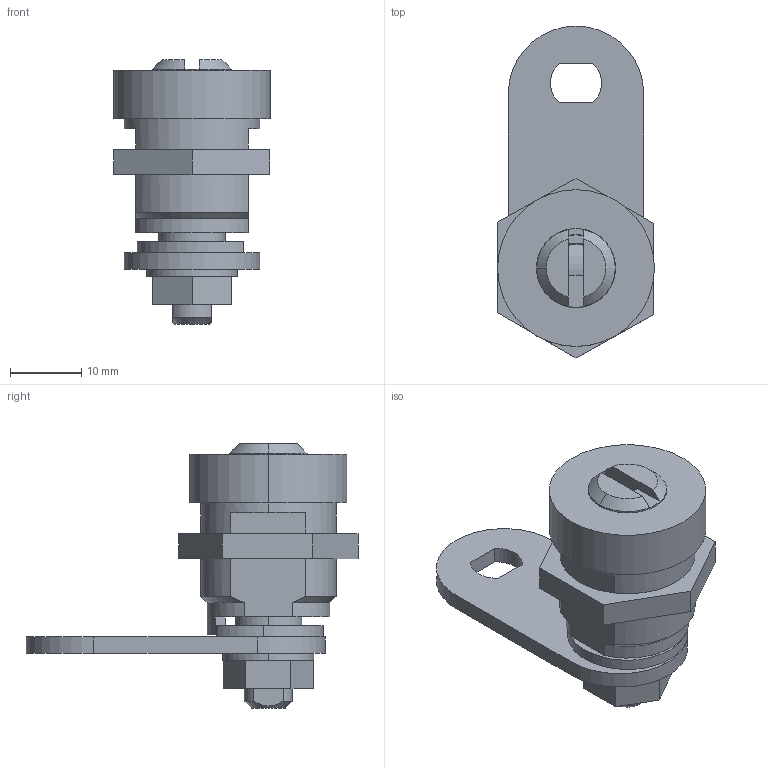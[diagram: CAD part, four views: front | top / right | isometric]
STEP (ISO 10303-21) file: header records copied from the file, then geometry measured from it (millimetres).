
FILE_DESCRIPTION (( 'STEP AP203' ), '1' );
FILE_NAME ('C-288-P.STEP', '2009-10-30T07:04:54', ( ' ' ), ( ' ' ), 'SwSTEP 2.0', 'SolidWorks 2007', '' );
FILE_SCHEMA (( 'CONFIG_CONTROL_DESIGN' ));
Length unit declared in the file: millimetre
Products named in the file (8): C-288-P僗僩僢僾僇儉__棉太倌; C-288-P; C-288-P僴僂僕儞僌__棉太倌; C-288-P儘乕僞乕__棉太倌; C-288-P取付ナット__ﾃﾞﾌｫﾙﾄ; C-288-P巭傔嬥__棉太倌; C-288-PM7僫僢僩__棉太倌; C-288-P帟晅嵗嬥__棉太倌
Assembly tree (7 placements, depth 2):
  C-288-P
    C-288-PM7僫僢僩__棉太倌
    C-288-P儘乕僞乕__棉太倌
    C-288-P僗僩僢僾僇儉__棉太倌
    C-288-P巭傔嬥__棉太倌
    C-288-P僴僂僕儞僌__棉太倌
    C-288-P取付ナット__ﾃﾞﾌｫﾙﾄ
    C-288-P帟晅嵗嬥__棉太倌
Bounding box: 22 x 46.59 x 37.1 mm (x, y, z)
Volume: 9439.6 mm3; surface area: 7559.1 mm2
Topology: 7 solids, 7 shells, 141 faces, 372 edges, 247 vertices
Faces by surface type: plane 74, cylinder 57, cone 10
Entity records: 5315 total; most frequent: CARTESIAN_POINT 853, DIRECTION 785, ORIENTED_EDGE 744, EDGE_CURVE 372, AXIS2_PLACEMENT_3D 281, VERTEX_POINT 247, LINE 223, VECTOR 223
